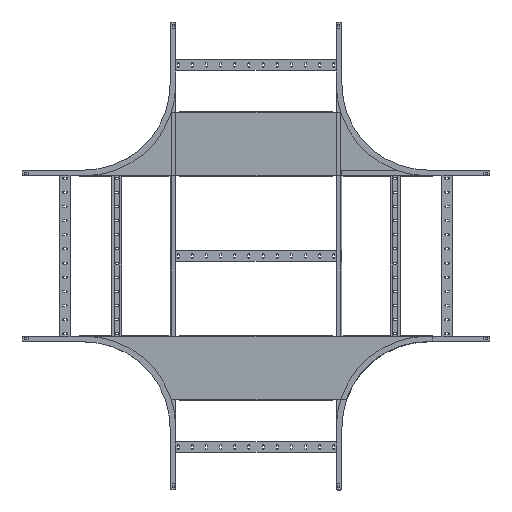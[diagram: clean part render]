
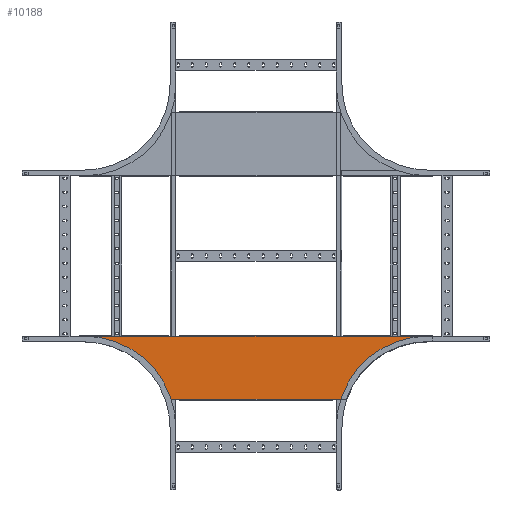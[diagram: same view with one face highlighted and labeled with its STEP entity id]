
A CAD part, top view. The second image highlights one B-rep face of the part: STEP entity #10188.
In plain terms, the highlighted face is planar.
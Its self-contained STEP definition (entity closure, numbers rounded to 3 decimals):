
#98 = AXIS2_PLACEMENT_3D ( 'NONE', #9117, #5985, #4329 ) ;
#243 = EDGE_CURVE ( 'NONE', #7935, #7546, #391, .T. ) ;
#275 = CARTESIAN_POINT ( 'NONE',  ( -560., -1.2, -173.2 ) ) ;
#279 = CIRCLE ( 'NONE', #3924, 5. ) ;
#391 = LINE ( 'NONE', #275, #3757 ) ;
#459 = LINE ( 'NONE', #7265, #9067 ) ;
#593 = ORIENTED_EDGE ( 'NONE', *, *, #7472, .F. ) ;
#599 = VERTEX_POINT ( 'NONE', #9134 ) ;
#713 = CARTESIAN_POINT ( 'NONE',  ( 599.538, -1.2, -375. ) ) ;
#806 = CARTESIAN_POINT ( 'NONE',  ( -314.787, -1.2, -173.2 ) ) ;
#816 = VERTEX_POINT ( 'NONE', #5236 ) ;
#1020 = CARTESIAN_POINT ( 'NONE',  ( -615.4, -1.2, -395.4 ) ) ;
#1087 = DIRECTION ( 'NONE',  ( -1., 0., 0. ) ) ;
#1259 = ORIENTED_EDGE ( 'NONE', *, *, #6131, .T. ) ;
#1267 = CARTESIAN_POINT ( 'NONE',  ( -599.538, -1.2, -375. ) ) ;
#1367 = ORIENTED_EDGE ( 'NONE', *, *, #3101, .F. ) ;
#1674 = ORIENTED_EDGE ( 'NONE', *, *, #3854, .F. ) ;
#1713 = DIRECTION ( 'NONE',  ( 0., -1., 0. ) ) ;
#1876 = DIRECTION ( 'NONE',  ( 0., 0., 1. ) ) ;
#2048 = VECTOR ( 'NONE', #3612, 1000. ) ;
#2136 = VERTEX_POINT ( 'NONE', #7155 ) ;
#2590 = CARTESIAN_POINT ( 'NONE',  ( -787., -1.2, -393.2 ) ) ;
#2881 = CARTESIAN_POINT ( 'NONE',  ( 314.787, -1.2, -173.2 ) ) ;
#3095 = DIRECTION ( 'NONE',  ( 0., 0., -1. ) ) ;
#3101 = EDGE_CURVE ( 'NONE', #6823, #816, #459, .T. ) ;
#3139 = CIRCLE ( 'NONE', #7823, 301.8 ) ;
#3251 = DIRECTION ( 'NONE',  ( 1., 0., 0. ) ) ;
#3355 = AXIS2_PLACEMENT_3D ( 'NONE', #9245, #4469, #10050 ) ;
#3612 = DIRECTION ( 'NONE',  ( 1., 0., 0. ) ) ;
#3753 = LINE ( 'NONE', #8079, #5759 ) ;
#3757 = VECTOR ( 'NONE', #1087, 1000. ) ;
#3854 = EDGE_CURVE ( 'NONE', #8343, #8119, #7314, .T. ) ;
#3924 = AXIS2_PLACEMENT_3D ( 'NONE', #9547, #4760, #6598 ) ;
#3933 = CARTESIAN_POINT ( 'NONE',  ( 599.538, -1.2, -73.2 ) ) ;
#4146 = ORIENTED_EDGE ( 'NONE', *, *, #8145, .F. ) ;
#4329 = DIRECTION ( 'NONE',  ( 0., 0., 1. ) ) ;
#4469 = DIRECTION ( 'NONE',  ( 0., -1., 0. ) ) ;
#4592 = CARTESIAN_POINT ( 'NONE',  ( 615.4, -1.2, -393.2 ) ) ;
#4760 = DIRECTION ( 'NONE',  ( 0., -1., 0. ) ) ;
#4993 = EDGE_CURVE ( 'NONE', #599, #8119, #279, .T. ) ;
#5236 = CARTESIAN_POINT ( 'NONE',  ( 610.4, -1.2, -375. ) ) ;
#5396 = VERTEX_POINT ( 'NONE', #8466 ) ;
#5415 = VECTOR ( 'NONE', #1876, 1000. ) ;
#5563 = EDGE_LOOP ( 'NONE', ( #8809, #1259, #1367, #593, #9912, #8603, #5926, #8653, #1674, #4146 ) ) ;
#5574 = EDGE_CURVE ( 'NONE', #2136, #5872, #3753, .T. ) ;
#5599 = FACE_OUTER_BOUND ( 'NONE', #5563, .T. ) ;
#5759 = VECTOR ( 'NONE', #7434, 1000. ) ;
#5872 = VERTEX_POINT ( 'NONE', #4592 ) ;
#5926 = ORIENTED_EDGE ( 'NONE', *, *, #6065, .F. ) ;
#5985 = DIRECTION ( 'NONE',  ( 0., 1., 0. ) ) ;
#6065 = EDGE_CURVE ( 'NONE', #599, #5396, #9252, .T. ) ;
#6131 = EDGE_CURVE ( 'NONE', #2136, #816, #6380, .T. ) ;
#6380 = CIRCLE ( 'NONE', #3355, 5. ) ;
#6497 = CARTESIAN_POINT ( 'NONE',  ( -599.538, -1.2, -73.2 ) ) ;
#6523 = EDGE_CURVE ( 'NONE', #5396, #7546, #3139, .T. ) ;
#6598 = DIRECTION ( 'NONE',  ( 0., 0., 1. ) ) ;
#6772 = PLANE ( 'NONE',  #98 ) ;
#6823 = VERTEX_POINT ( 'NONE', #713 ) ;
#7155 = CARTESIAN_POINT ( 'NONE',  ( 615.4, -1.2, -380. ) ) ;
#7265 = CARTESIAN_POINT ( 'NONE',  ( 599.538, -1.2, -375. ) ) ;
#7311 = DIRECTION ( 'NONE',  ( 0., 0., 1. ) ) ;
#7314 = LINE ( 'NONE', #1020, #5415 ) ;
#7434 = DIRECTION ( 'NONE',  ( 0., 0., -1. ) ) ;
#7472 = EDGE_CURVE ( 'NONE', #7935, #6823, #8912, .T. ) ;
#7546 = VERTEX_POINT ( 'NONE', #806 ) ;
#7815 = CARTESIAN_POINT ( 'NONE',  ( -615.4, -1.2, -380. ) ) ;
#7823 = AXIS2_PLACEMENT_3D ( 'NONE', #6497, #1713, #7311 ) ;
#7861 = DIRECTION ( 'NONE',  ( 0., -1., 0. ) ) ;
#7935 = VERTEX_POINT ( 'NONE', #2881 ) ;
#8079 = CARTESIAN_POINT ( 'NONE',  ( 615.4, -1.2, -395.4 ) ) ;
#8119 = VERTEX_POINT ( 'NONE', #7815 ) ;
#8144 = VECTOR ( 'NONE', #8158, 1000. ) ;
#8145 = EDGE_CURVE ( 'NONE', #5872, #8343, #8402, .T. ) ;
#8158 = DIRECTION ( 'NONE',  ( -1., 0., 0. ) ) ;
#8343 = VERTEX_POINT ( 'NONE', #9103 ) ;
#8402 = LINE ( 'NONE', #2590, #8144 ) ;
#8466 = CARTESIAN_POINT ( 'NONE',  ( -599.538, -1.2, -375. ) ) ;
#8603 = ORIENTED_EDGE ( 'NONE', *, *, #6523, .F. ) ;
#8632 = AXIS2_PLACEMENT_3D ( 'NONE', #3933, #7861, #3095 ) ;
#8653 = ORIENTED_EDGE ( 'NONE', *, *, #4993, .T. ) ;
#8809 = ORIENTED_EDGE ( 'NONE', *, *, #5574, .F. ) ;
#8912 = CIRCLE ( 'NONE', #8632, 301.8 ) ;
#9067 = VECTOR ( 'NONE', #3251, 1000. ) ;
#9103 = CARTESIAN_POINT ( 'NONE',  ( -615.4, -1.2, -393.2 ) ) ;
#9117 = CARTESIAN_POINT ( 'NONE',  ( -599.538, -1.2, -73.2 ) ) ;
#9134 = CARTESIAN_POINT ( 'NONE',  ( -610.4, -1.2, -375. ) ) ;
#9245 = CARTESIAN_POINT ( 'NONE',  ( 610.4, -1.2, -380. ) ) ;
#9252 = LINE ( 'NONE', #1267, #2048 ) ;
#9547 = CARTESIAN_POINT ( 'NONE',  ( -610.4, -1.2, -380. ) ) ;
#9912 = ORIENTED_EDGE ( 'NONE', *, *, #243, .T. ) ;
#10050 = DIRECTION ( 'NONE',  ( 0., 0., 1. ) ) ;
#10188 = ADVANCED_FACE ( 'NONE', ( #5599 ), #6772, .F. ) ;
